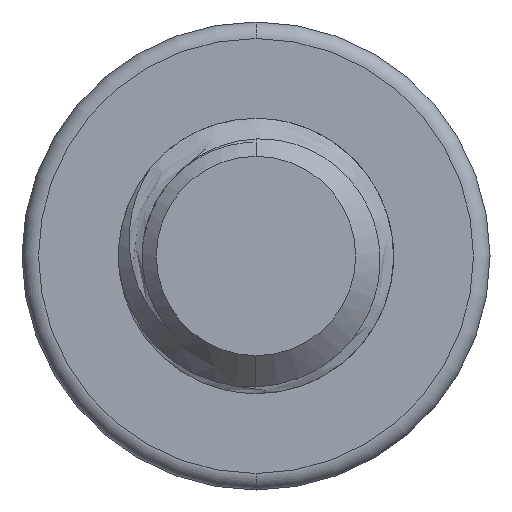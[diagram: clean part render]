
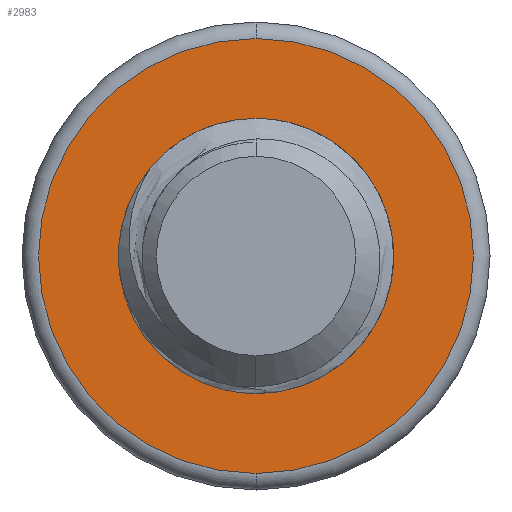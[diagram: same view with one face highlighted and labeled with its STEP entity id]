
A CAD part, front view. The second image highlights one B-rep face of the part: STEP entity #2983.
In plain terms, the highlighted planar face has unit normal (0, -1, 0).
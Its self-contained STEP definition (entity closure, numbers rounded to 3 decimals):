
#102 = CARTESIAN_POINT ( 'NONE',  ( -1.367, 18., -1.937 ) ) ;
#141 = CARTESIAN_POINT ( 'NONE',  ( 0.791, 18., 1.91 ) ) ;
#157 = CARTESIAN_POINT ( 'NONE',  ( -0.372, 18., -2.447 ) ) ;
#187 = AXIS2_PLACEMENT_3D ( 'NONE', #1189, #4969, #728 ) ;
#207 = CARTESIAN_POINT ( 'NONE',  ( 2.227, 18., -0.955 ) ) ;
#209 = DIRECTION ( 'NONE',  ( 0., 0., 1. ) ) ;
#295 = CARTESIAN_POINT ( 'NONE',  ( 2.314, 18., -0.591 ) ) ;
#316 = VERTEX_POINT ( 'NONE', #4415 ) ;
#644 = CARTESIAN_POINT ( 'NONE',  ( -2.153, 18., 0.079 ) ) ;
#665 = CARTESIAN_POINT ( 'NONE',  ( 1.89, 18., -1.623 ) ) ;
#728 = DIRECTION ( 'NONE',  ( 0., 0., 1. ) ) ;
#757 = PLANE ( 'NONE',  #187 ) ;
#763 = CIRCLE ( 'NONE', #1054, 2.5 ) ;
#807 = CARTESIAN_POINT ( 'NONE',  ( 0., 18., 0. ) ) ;
#817 = FACE_BOUND ( 'NONE', #5573, .T. ) ;
#850 = VERTEX_POINT ( 'NONE', #3927 ) ;
#982 = CARTESIAN_POINT ( 'NONE',  ( -1.91, 18., 0.791 ) ) ;
#1054 = AXIS2_PLACEMENT_3D ( 'NONE', #3175, #4530, #4078 ) ;
#1094 = CARTESIAN_POINT ( 'NONE',  ( -1.219, 18., -2.054 ) ) ;
#1114 = CARTESIAN_POINT ( 'NONE',  ( 2.336, 18., -0.027 ) ) ;
#1189 = CARTESIAN_POINT ( 'NONE',  ( 0., 18., 0. ) ) ;
#1206 = ORIENTED_EDGE ( 'NONE', *, *, #3621, .T. ) ;
#1237 = CARTESIAN_POINT ( 'NONE',  ( 1.144, 18., 1.78 ) ) ;
#1262 = CARTESIAN_POINT ( 'NONE',  ( -1.259, 18., 1.645 ) ) ;
#1400 = ORIENTED_EDGE ( 'NONE', *, *, #5679, .T. ) ;
#1596 = CARTESIAN_POINT ( 'NONE',  ( -2.019, 18., -1.028 ) ) ;
#1610 = VERTEX_POINT ( 'NONE', #2177 ) ;
#1646 = CARTESIAN_POINT ( 'NONE',  ( 1.993, 18., -1.467 ) ) ;
#1649 = EDGE_CURVE ( 'NONE', #2085, #850, #5884, .T. ) ;
#1727 = CARTESIAN_POINT ( 'NONE',  ( 0.273, 18., 2.067 ) ) ;
#1757 = CARTESIAN_POINT ( 'NONE',  ( -1.651, 18., 1.273 ) ) ;
#1950 = CARTESIAN_POINT ( 'NONE',  ( 0., 18., -2.5 ) ) ;
#1989 = ORIENTED_EDGE ( 'NONE', *, *, #2921, .T. ) ;
#2021 = ORIENTED_EDGE ( 'NONE', *, *, #1649, .T. ) ;
#2065 = CARTESIAN_POINT ( 'NONE',  ( -2.068, 18., 0.448 ) ) ;
#2075 = B_SPLINE_CURVE_WITH_KNOTS ( 'NONE', 3,
 ( #4571, #5619, #1757, #4637, #1262, #5129, #2687, #3279, #5978, #2718, #4091, #1727, #5097, #3215 ),
 .UNSPECIFIED., .F., .F.,
 ( 4, 2, 2, 2, 2, 2, 4 ),
 ( 0., 0.001, 0.001, 0.002, 0.002, 0.002, 0.003 ),
 .UNSPECIFIED. ) ;
#2085 = VERTEX_POINT ( 'NONE', #141 ) ;
#2092 = CARTESIAN_POINT ( 'NONE',  ( 1.768, 18., -1.768 ) ) ;
#2177 = CARTESIAN_POINT ( 'NONE',  ( 0., 18., 3.95 ) ) ;
#2253 = CARTESIAN_POINT ( 'NONE',  ( 0., 18., -3.95 ) ) ;
#2474 = AXIS2_PLACEMENT_3D ( 'NONE', #807, #4435, #209 ) ;
#2526 = CARTESIAN_POINT ( 'NONE',  ( -1.633, 18., -1.671 ) ) ;
#2536 = EDGE_CURVE ( 'NONE', #316, #2085, #2075, .T. ) ;
#2552 = CARTESIAN_POINT ( 'NONE',  ( 0.791, 18., 1.91 ) ) ;
#2634 = EDGE_CURVE ( 'NONE', #1610, #5481, #5200, .T. ) ;
#2660 = CIRCLE ( 'NONE', #2474, 3.95 ) ;
#2662 = CARTESIAN_POINT ( 'NONE',  ( 0.973, 18., 1.857 ) ) ;
#2687 = CARTESIAN_POINT ( 'NONE',  ( -0.915, 18., 1.859 ) ) ;
#2718 = CARTESIAN_POINT ( 'NONE',  ( -0.269, 18., 2.054 ) ) ;
#2912 = CARTESIAN_POINT ( 'NONE',  ( -0.727, 18., -2.33 ) ) ;
#2921 = EDGE_CURVE ( 'NONE', #850, #6087, #763, .T. ) ;
#2939 = CARTESIAN_POINT ( 'NONE',  ( -1.749, 18., -1.524 ) ) ;
#2970 = CARTESIAN_POINT ( 'NONE',  ( 0., 18., -2.5 ) ) ;
#2983 = ADVANCED_FACE ( 'NONE', ( #5420, #817 ), #757, .F. ) ;
#3001 = CARTESIAN_POINT ( 'NONE',  ( -2.125, 18., -0.67 ) ) ;
#3052 = CARTESIAN_POINT ( 'NONE',  ( 1.976, 18., 1.03 ) ) ;
#3155 = CARTESIAN_POINT ( 'NONE',  ( 0., 18., 0. ) ) ;
#3175 = CARTESIAN_POINT ( 'NONE',  ( 0., 18., 0. ) ) ;
#3215 = CARTESIAN_POINT ( 'NONE',  ( 0.791, 18., 1.91 ) ) ;
#3279 = CARTESIAN_POINT ( 'NONE',  ( -0.665, 18., 1.962 ) ) ;
#3485 = CARTESIAN_POINT ( 'NONE',  ( -2.001, 18., 0.625 ) ) ;
#3537 = CARTESIAN_POINT ( 'NONE',  ( 2.224, 18., 0.524 ) ) ;
#3598 = CARTESIAN_POINT ( 'NONE',  ( 2.155, 18., 0.701 ) ) ;
#3607 = EDGE_LOOP ( 'NONE', ( #5207, #1206 ) ) ;
#3621 = EDGE_CURVE ( 'NONE', #5481, #1610, #2660, .T. ) ;
#3927 = CARTESIAN_POINT ( 'NONE',  ( 1.768, 18., -1.768 ) ) ;
#4078 = DIRECTION ( 'NONE',  ( 0., 0., 1. ) ) ;
#4091 = CARTESIAN_POINT ( 'NONE',  ( -0.135, 18., 2.067 ) ) ;
#4146 = DIRECTION ( 'NONE',  ( 0., 0., 1. ) ) ;
#4325 = CARTESIAN_POINT ( 'NONE',  ( -1.942, 18., -1.203 ) ) ;
#4415 = CARTESIAN_POINT ( 'NONE',  ( -1.91, 18., 0.791 ) ) ;
#4434 = CARTESIAN_POINT ( 'NONE',  ( 1.609, 18., 1.459 ) ) ;
#4435 = DIRECTION ( 'NONE',  ( 0., -1., 0. ) ) ;
#4466 = CARTESIAN_POINT ( 'NONE',  ( 2.336, 18., -0.404 ) ) ;
#4530 = DIRECTION ( 'NONE',  ( 0., 1., 0. ) ) ;
#4548 = CARTESIAN_POINT ( 'NONE',  ( 2.162, 18., -1.134 ) ) ;
#4571 = CARTESIAN_POINT ( 'NONE',  ( -1.91, 18., 0.791 ) ) ;
#4637 = CARTESIAN_POINT ( 'NONE',  ( -1.365, 18., 1.558 ) ) ;
#4819 = CARTESIAN_POINT ( 'NONE',  ( -2.169, 18., -0.107 ) ) ;
#4878 = CARTESIAN_POINT ( 'NONE',  ( -2.156, 18., -0.482 ) ) ;
#4969 = DIRECTION ( 'NONE',  ( 0., 1., 0. ) ) ;
#5097 = CARTESIAN_POINT ( 'NONE',  ( 0.539, 18., 2.014 ) ) ;
#5129 = CARTESIAN_POINT ( 'NONE',  ( -1.033, 18., 1.795 ) ) ;
#5200 = CIRCLE ( 'NONE', #6082, 3.95 ) ;
#5207 = ORIENTED_EDGE ( 'NONE', *, *, #2634, .T. ) ;
#5273 = CARTESIAN_POINT ( 'NONE',  ( -0.901, 18., -2.25 ) ) ;
#5379 = CARTESIAN_POINT ( 'NONE',  ( 1.864, 18., 1.185 ) ) ;
#5413 = CARTESIAN_POINT ( 'NONE',  ( 1.463, 18., 1.581 ) ) ;
#5420 = FACE_OUTER_BOUND ( 'NONE', #3607, .T. ) ;
#5481 = VERTEX_POINT ( 'NONE', #2253 ) ;
#5573 = EDGE_LOOP ( 'NONE', ( #2021, #1989, #1400, #5647 ) ) ;
#5619 = CARTESIAN_POINT ( 'NONE',  ( -1.805, 18., 1.043 ) ) ;
#5647 = ORIENTED_EDGE ( 'NONE', *, *, #2536, .T. ) ;
#5679 = EDGE_CURVE ( 'NONE', #6087, #316, #5778, .T. ) ;
#5778 = B_SPLINE_CURVE_WITH_KNOTS ( 'NONE', 3,
 ( #2970, #5784, #157, #2912, #5273, #1094, #102, #2526, #2939, #4325, #1596, #3001, #4878, #4819, #644, #2065, #3485, #982 ),
 .UNSPECIFIED., .F., .F.,
 ( 4, 2, 2, 2, 2, 2, 2, 2, 4 ),
 ( 0., 0.001, 0.001, 0.002, 0.002, 0.003, 0.003, 0.004, 0.004 ),
 .UNSPECIFIED. ) ;
#5784 = CARTESIAN_POINT ( 'NONE',  ( -0.189, 18., -2.484 ) ) ;
#5884 = B_SPLINE_CURVE_WITH_KNOTS ( 'NONE', 3,
 ( #2552, #2662, #1237, #5413, #4434, #5379, #3052, #3598, #3537, #5924, #1114, #4466, #295, #207, #4548, #1646, #665, #2092 ),
 .UNSPECIFIED., .F., .F.,
 ( 4, 2, 2, 2, 2, 2, 2, 2, 4 ),
 ( 0., 0.001, 0.001, 0.002, 0.002, 0.003, 0.003, 0.004, 0.004 ),
 .UNSPECIFIED. ) ;
#5924 = CARTESIAN_POINT ( 'NONE',  ( 2.315, 18., 0.159 ) ) ;
#5978 = CARTESIAN_POINT ( 'NONE',  ( -0.533, 18., 2.002 ) ) ;
#6042 = DIRECTION ( 'NONE',  ( 0., -1., 0. ) ) ;
#6082 = AXIS2_PLACEMENT_3D ( 'NONE', #3155, #6042, #4146 ) ;
#6087 = VERTEX_POINT ( 'NONE', #1950 ) ;
